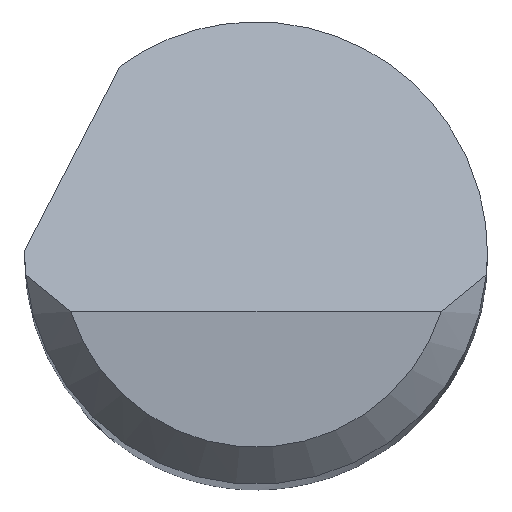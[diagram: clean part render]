
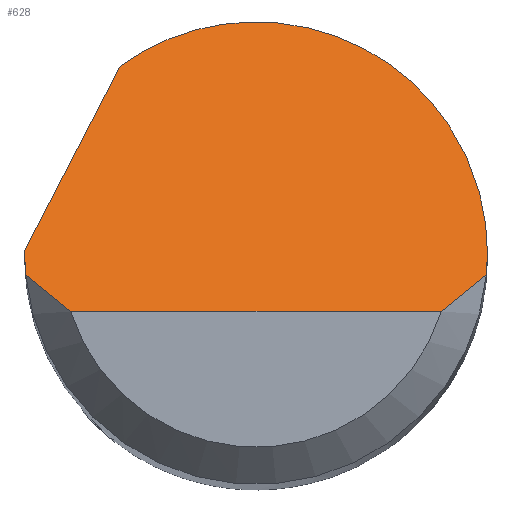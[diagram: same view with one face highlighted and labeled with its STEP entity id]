
A CAD part, top view. The second image highlights one B-rep face of the part: STEP entity #628.
In plain terms, the highlighted planar face has unit normal (0, 0.707, 0.707).
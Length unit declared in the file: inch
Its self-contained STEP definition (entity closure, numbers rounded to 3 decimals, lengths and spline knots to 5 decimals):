
#17 = CARTESIAN_POINT ( 'NONE',  ( 0.09375, 0., 1.47625 ) ) ;
#26 = CARTESIAN_POINT ( 'NONE',  ( -0.10502, -0.02084, 1.49709 ) ) ;
#57 = CARTESIAN_POINT ( 'NONE',  ( 0.09375, 0.08754, 1.38871 ) ) ;
#59 = ORIENTED_EDGE ( 'NONE', *, *, #411, .T. ) ;
#73 = CARTESIAN_POINT ( 'NONE',  ( -0.09375, 0.00033, 1.47592 ) ) ;
#80 = VERTEX_POINT ( 'NONE', #195 ) ;
#104 = VERTEX_POINT ( 'NONE', #124 ) ;
#114 = ORIENTED_EDGE ( 'NONE', *, *, #534, .F. ) ;
#118 = CARTESIAN_POINT ( 'NONE',  ( -0.09375, 0., 1.47625 ) ) ;
#122 = CARTESIAN_POINT ( 'NONE',  ( 0., -0.02375, 1.5 ) ) ;
#124 = CARTESIAN_POINT ( 'NONE',  ( -0.05508, 0.07587, 1.40038 ) ) ;
#125 = CARTESIAN_POINT ( 'NONE',  ( -0.09375, -0.00292, 1.47917 ) ) ;
#131 = EDGE_CURVE ( 'NONE', #866, #462, #807, .T. ) ;
#141 = VECTOR ( 'NONE', #722, 39.37008 ) ;
#143 = CARTESIAN_POINT ( 'NONE',  ( -0.09375, -0.02375, 1.5 ) ) ;
#165 = B_SPLINE_CURVE_WITH_KNOTS ( 'NONE', 3,
 ( #854, #226, #915, #518 ),
 .UNSPECIFIED., .F., .F.,
 ( 4, 4 ),
 ( 0., 0.00071 ),
 .UNSPECIFIED. ) ;
#172 =( BOUNDED_CURVE ( )  B_SPLINE_CURVE ( 3, ( #412, #882, #254, #617 ),
 .UNSPECIFIED., .F., .T. ) 
 B_SPLINE_CURVE_WITH_KNOTS ( ( 4, 4 ),
 ( 1.5708, 1.66427 ),
 .UNSPECIFIED. ) 
 CURVE ( )  GEOMETRIC_REPRESENTATION_ITEM ( )  RATIONAL_B_SPLINE_CURVE ( ( 1., 0.999, 0.999, 1. ) ) 
 REPRESENTATION_ITEM ( '' )  );
#186 = CARTESIAN_POINT ( 'NONE',  ( -0.09374, 0.001, 1.47525 ) ) ;
#195 = CARTESIAN_POINT ( 'NONE',  ( 0.09334, -0.00875, 1.485 ) ) ;
#218 = CARTESIAN_POINT ( 'NONE',  ( -0.09374, 0.001, 1.47525 ) ) ;
#226 = CARTESIAN_POINT ( 'NONE',  ( -0.08761, -0.01397, 1.49022 ) ) ;
#227 = VERTEX_POINT ( 'NONE', #17 ) ;
#241 = CARTESIAN_POINT ( 'NONE',  ( 0.07508, -0.02375, 1.5 ) ) ;
#250 = EDGE_CURVE ( 'NONE', #462, #104, #788, .T. ) ;
#254 = CARTESIAN_POINT ( 'NONE',  ( 0.09361, -0.00584, 1.48209 ) ) ;
#257 = CARTESIAN_POINT ( 'NONE',  ( 0.09375, 0., 1.47625 ) ) ;
#268 = B_SPLINE_CURVE_WITH_KNOTS ( 'NONE', 3,
 ( #332, #485, #482, #414 ),
 .UNSPECIFIED., .F., .F.,
 ( 4, 4 ),
 ( 0., 0.00071 ),
 .UNSPECIFIED. ) ;
#305 = CARTESIAN_POINT ( 'NONE',  ( -0.07508, -0.02375, 1.5 ) ) ;
#332 = CARTESIAN_POINT ( 'NONE',  ( 0.07508, -0.02375, 1.5 ) ) ;
#335 = CARTESIAN_POINT ( 'NONE',  ( -0.05508, 0.07587, 1.40038 ) ) ;
#342 =( BOUNDED_CURVE ( )  B_SPLINE_CURVE ( 3, ( #335, #423, #57, #257 ),
 .UNSPECIFIED., .F., .T. ) 
 B_SPLINE_CURVE_WITH_KNOTS ( ( 4, 4 ),
 ( 5.65523, 7.85398 ),
 .UNSPECIFIED. ) 
 CURVE ( )  GEOMETRIC_REPRESENTATION_ITEM ( )  RATIONAL_B_SPLINE_CURVE ( ( 1., 0.636, 0.636, 1. ) ) 
 REPRESENTATION_ITEM ( '' )  );
#356 = VERTEX_POINT ( 'NONE', #241 ) ;
#368 = VERTEX_POINT ( 'NONE', #735 ) ;
#401 = ORIENTED_EDGE ( 'NONE', *, *, #657, .T. ) ;
#411 = EDGE_CURVE ( 'NONE', #356, #80, #268, .T. ) ;
#412 = CARTESIAN_POINT ( 'NONE',  ( 0.09375, 0., 1.47625 ) ) ;
#414 = CARTESIAN_POINT ( 'NONE',  ( 0.09334, -0.00875, 1.485 ) ) ;
#423 = CARTESIAN_POINT ( 'NONE',  ( 0.01576, 0.12729, 1.34896 ) ) ;
#429 = CARTESIAN_POINT ( 'NONE',  ( -0.09375, 0., 1.47625 ) ) ;
#441 =( BOUNDED_CURVE ( )  B_SPLINE_CURVE ( 3, ( #832, #695, #125, #118 ),
 .UNSPECIFIED., .F., .T. ) 
 B_SPLINE_CURVE_WITH_KNOTS ( ( 4, 4 ),
 ( 4.61892, 4.71239 ),
 .UNSPECIFIED. ) 
 CURVE ( )  GEOMETRIC_REPRESENTATION_ITEM ( )  RATIONAL_B_SPLINE_CURVE ( ( 1., 0.999, 0.999, 1. ) ) 
 REPRESENTATION_ITEM ( '' )  );
#447 = PLANE ( 'NONE',  #675 ) ;
#448 = ORIENTED_EDGE ( 'NONE', *, *, #131, .F. ) ;
#462 = VERTEX_POINT ( 'NONE', #186 ) ;
#471 = EDGE_CURVE ( 'NONE', #368, #866, #441, .T. ) ;
#482 = CARTESIAN_POINT ( 'NONE',  ( 0.08761, -0.01397, 1.49022 ) ) ;
#483 = LINE ( 'NONE', #122, #508 ) ;
#485 = CARTESIAN_POINT ( 'NONE',  ( 0.08157, -0.019, 1.49525 ) ) ;
#488 = CARTESIAN_POINT ( 'NONE',  ( -0.09375, 0., 1.47625 ) ) ;
#508 = VECTOR ( 'NONE', #701, 39.37008 ) ;
#518 = CARTESIAN_POINT ( 'NONE',  ( -0.07508, -0.02375, 1.5 ) ) ;
#519 = ORIENTED_EDGE ( 'NONE', *, *, #795, .F. ) ;
#534 = EDGE_CURVE ( 'NONE', #104, #227, #342, .T. ) ;
#594 = VERTEX_POINT ( 'NONE', #305 ) ;
#617 = CARTESIAN_POINT ( 'NONE',  ( 0.09334, -0.00875, 1.485 ) ) ;
#628 = ADVANCED_FACE ( 'NONE', ( #723 ), #447, .F. ) ;
#657 = EDGE_CURVE ( 'NONE', #368, #594, #165, .T. ) ;
#675 = AXIS2_PLACEMENT_3D ( 'NONE', #143, #766, #715 ) ;
#695 = CARTESIAN_POINT ( 'NONE',  ( -0.09361, -0.00584, 1.48209 ) ) ;
#698 = CARTESIAN_POINT ( 'NONE',  ( -0.09375, 0.00067, 1.47558 ) ) ;
#701 = DIRECTION ( 'NONE',  ( 1., 0., 0. ) ) ;
#715 = DIRECTION ( 'NONE',  ( 0., 0.707, -0.707 ) ) ;
#716 = ORIENTED_EDGE ( 'NONE', *, *, #250, .F. ) ;
#722 = DIRECTION ( 'NONE',  ( 0.343, 0.664, -0.664 ) ) ;
#723 = FACE_OUTER_BOUND ( 'NONE', #810, .T. ) ;
#726 = ORIENTED_EDGE ( 'NONE', *, *, #823, .T. ) ;
#735 = CARTESIAN_POINT ( 'NONE',  ( -0.09334, -0.00875, 1.485 ) ) ;
#766 = DIRECTION ( 'NONE',  ( 0., -0.707, -0.707 ) ) ;
#767 = ORIENTED_EDGE ( 'NONE', *, *, #471, .F. ) ;
#788 = LINE ( 'NONE', #26, #141 ) ;
#795 = EDGE_CURVE ( 'NONE', #227, #80, #172, .T. ) ;
#807 =( BOUNDED_CURVE ( )  B_SPLINE_CURVE ( 3, ( #488, #73, #698, #218 ),
 .UNSPECIFIED., .F., .T. ) 
 B_SPLINE_CURVE_WITH_KNOTS ( ( 4, 4 ),
 ( 4.71239, 4.72306 ),
 .UNSPECIFIED. ) 
 CURVE ( )  GEOMETRIC_REPRESENTATION_ITEM ( )  RATIONAL_B_SPLINE_CURVE ( ( 1., 1., 1., 1. ) ) 
 REPRESENTATION_ITEM ( '' )  );
#810 = EDGE_LOOP ( 'NONE', ( #726, #59, #519, #114, #716, #448, #767, #401 ) ) ;
#823 = EDGE_CURVE ( 'NONE', #594, #356, #483, .T. ) ;
#832 = CARTESIAN_POINT ( 'NONE',  ( -0.09334, -0.00875, 1.485 ) ) ;
#854 = CARTESIAN_POINT ( 'NONE',  ( -0.09334, -0.00875, 1.485 ) ) ;
#866 = VERTEX_POINT ( 'NONE', #429 ) ;
#882 = CARTESIAN_POINT ( 'NONE',  ( 0.09375, -0.00292, 1.47917 ) ) ;
#915 = CARTESIAN_POINT ( 'NONE',  ( -0.08157, -0.019, 1.49525 ) ) ;
